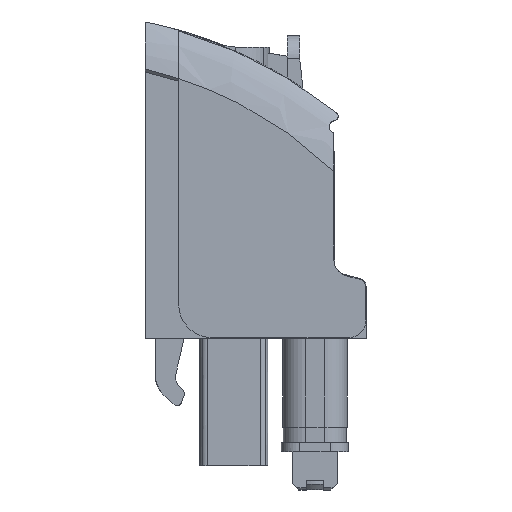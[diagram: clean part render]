
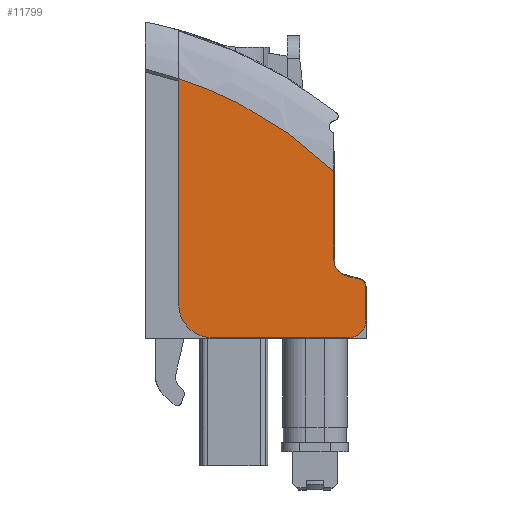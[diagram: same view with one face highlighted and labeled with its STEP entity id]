
A CAD part, left-side view. The second image highlights one B-rep face of the part: STEP entity #11799.
In plain terms, the highlighted planar face has unit normal (-1, 0, 0).
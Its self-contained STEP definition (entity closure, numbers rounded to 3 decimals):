
#10014=AXIS2_PLACEMENT_3D('Circle Axis2P3D',#10012,#10013,$) ;
#10078=AXIS2_PLACEMENT_3D('Circle Axis2P3D',#10076,#10077,$) ;
#10128=AXIS2_PLACEMENT_3D('Circle Axis2P3D',#10126,#10127,$) ;
#10178=AXIS2_PLACEMENT_3D('Circle Axis2P3D',#10176,#10177,$) ;
#11767=AXIS2_PLACEMENT_3D('Plane Axis2P3D',#11764,#11765,#11766) ;
#10009=CARTESIAN_POINT('Vertex',(0.,2.16,15.022)) ;
#10012=CARTESIAN_POINT('Axis2P3D Location',(0.,1.11,15.022)) ;
#10016=CARTESIAN_POINT('Vertex',(0.,1.381,14.008)) ;
#10051=CARTESIAN_POINT('Line Origine',(0.,0.912,13.882)) ;
#10055=CARTESIAN_POINT('Vertex',(0.,0.443,13.756)) ;
#10076=CARTESIAN_POINT('Axis2P3D Location',(0.,0.56,13.322)) ;
#10080=CARTESIAN_POINT('Vertex',(0.,0.11,13.33)) ;
#10101=CARTESIAN_POINT('Line Origine',(0.,0.091,12.225)) ;
#10105=CARTESIAN_POINT('Vertex',(0.,0.071,11.12)) ;
#10126=CARTESIAN_POINT('Axis2P3D Location',(0.,1.221,11.1)) ;
#10130=CARTESIAN_POINT('Vertex',(0.,1.221,9.95)) ;
#10151=CARTESIAN_POINT('Line Origine',(0.,5.661,9.95)) ;
#10155=CARTESIAN_POINT('Vertex',(0.,10.102,9.95)) ;
#10176=CARTESIAN_POINT('Axis2P3D Location',(0.,10.102,12.15)) ;
#10180=CARTESIAN_POINT('Vertex',(0.,12.302,12.1)) ;
#10217=CARTESIAN_POINT('Line Origine',(0.,12.302,19.493)) ;
#10221=CARTESIAN_POINT('Vertex',(0.,12.302,26.886)) ;
#11764=CARTESIAN_POINT('Axis2P3D Location',(0.,12.302,7.353)) ;
#11769=CARTESIAN_POINT('Line Origine',(0.,2.16,17.924)) ;
#11773=CARTESIAN_POINT('Vertex',(0.,2.16,20.826)) ;
#11777=CARTESIAN_POINT('Control Point',(0.,2.16,20.826)) ;
#11778=CARTESIAN_POINT('Control Point',(0.,3.406,22.03)) ;
#11779=CARTESIAN_POINT('Control Point',(0.,4.754,23.131)) ;
#11780=CARTESIAN_POINT('Control Point',(0.,6.19,24.116)) ;
#11781=CARTESIAN_POINT('Control Point',(0.,8.269,25.299)) ;
#11782=CARTESIAN_POINT('Control Point',(0.,10.462,26.235)) ;
#11783=CARTESIAN_POINT('Control Point',(0.,11.07,26.471)) ;
#11784=CARTESIAN_POINT('Control Point',(0.,11.683,26.688)) ;
#11785=CARTESIAN_POINT('Control Point',(0.,12.302,26.886)) ;
#10013=DIRECTION('Axis2P3D Direction',(1.,0.,0.)) ;
#10052=DIRECTION('Vector Direction',(0.,0.966,0.259)) ;
#10077=DIRECTION('Axis2P3D Direction',(1.,0.,0.)) ;
#10102=DIRECTION('Vector Direction',(0.,-0.017,-1.)) ;
#10127=DIRECTION('Axis2P3D Direction',(1.,0.,0.)) ;
#10152=DIRECTION('Vector Direction',(0.,1.,0.)) ;
#10177=DIRECTION('Axis2P3D Direction',(1.,0.,0.)) ;
#10218=DIRECTION('Vector Direction',(0.,0.,1.)) ;
#11765=DIRECTION('Axis2P3D Direction',(1.,0.,0.)) ;
#11766=DIRECTION('Axis2P3D XDirection',(0.,0.,1.)) ;
#11770=DIRECTION('Vector Direction',(0.,0.,-1.)) ;
#10053=VECTOR('Line Direction',#10052,1.) ;
#10103=VECTOR('Line Direction',#10102,1.) ;
#10153=VECTOR('Line Direction',#10152,1.) ;
#10219=VECTOR('Line Direction',#10218,1.) ;
#11771=VECTOR('Line Direction',#11770,1.) ;
#11788=ORIENTED_EDGE('',*,*,#10182,.F.) ;
#11789=ORIENTED_EDGE('',*,*,#10157,.F.) ;
#11790=ORIENTED_EDGE('',*,*,#10132,.F.) ;
#11791=ORIENTED_EDGE('',*,*,#10107,.F.) ;
#11792=ORIENTED_EDGE('',*,*,#10082,.F.) ;
#11793=ORIENTED_EDGE('',*,*,#10057,.T.) ;
#11794=ORIENTED_EDGE('',*,*,#10018,.T.) ;
#11795=ORIENTED_EDGE('',*,*,#11775,.F.) ;
#11796=ORIENTED_EDGE('',*,*,#11786,.T.) ;
#11797=ORIENTED_EDGE('',*,*,#10223,.F.) ;
#11799=ADVANCED_FACE('GEHAEUSE',(#11798),#11768,.F.) ;
#11776=B_SPLINE_CURVE_WITH_KNOTS('',5,(#11777,#11778,#11779,#11780,#11781,#11782,#11783,#11784,#11785),.UNSPECIFIED.,.F.,.U.,(6,3,6),(0.099,12.369,16.969),.UNSPECIFIED.) ;
#10015=CIRCLE('generated circle',#10014,1.05) ;
#10079=CIRCLE('generated circle',#10078,0.45) ;
#10129=CIRCLE('generated circle',#10128,1.15) ;
#10179=CIRCLE('generated circle',#10178,2.2) ;
#10018=EDGE_CURVE('',#10017,#10010,#10015,.T.) ;
#10057=EDGE_CURVE('',#10056,#10017,#10054,.T.) ;
#10082=EDGE_CURVE('',#10056,#10081,#10079,.T.) ;
#10107=EDGE_CURVE('',#10081,#10106,#10104,.T.) ;
#10132=EDGE_CURVE('',#10106,#10131,#10129,.T.) ;
#10157=EDGE_CURVE('',#10131,#10156,#10154,.T.) ;
#10182=EDGE_CURVE('',#10156,#10181,#10179,.T.) ;
#10223=EDGE_CURVE('',#10181,#10222,#10220,.T.) ;
#11775=EDGE_CURVE('',#11774,#10010,#11772,.T.) ;
#11786=EDGE_CURVE('',#11774,#10222,#11776,.T.) ;
#11787=EDGE_LOOP('',(#11788,#11789,#11790,#11791,#11792,#11793,#11794,#11795,#11796,#11797)) ;
#11798=FACE_OUTER_BOUND('',#11787,.T.) ;
#10054=LINE('Line',#10051,#10053) ;
#10104=LINE('Line',#10101,#10103) ;
#10154=LINE('Line',#10151,#10153) ;
#10220=LINE('Line',#10217,#10219) ;
#11772=LINE('Line',#11769,#11771) ;
#11768=PLANE('',#11767) ;
#10010=VERTEX_POINT('',#10009) ;
#10017=VERTEX_POINT('',#10016) ;
#10056=VERTEX_POINT('',#10055) ;
#10081=VERTEX_POINT('',#10080) ;
#10106=VERTEX_POINT('',#10105) ;
#10131=VERTEX_POINT('',#10130) ;
#10156=VERTEX_POINT('',#10155) ;
#10181=VERTEX_POINT('',#10180) ;
#10222=VERTEX_POINT('',#10221) ;
#11774=VERTEX_POINT('',#11773) ;
